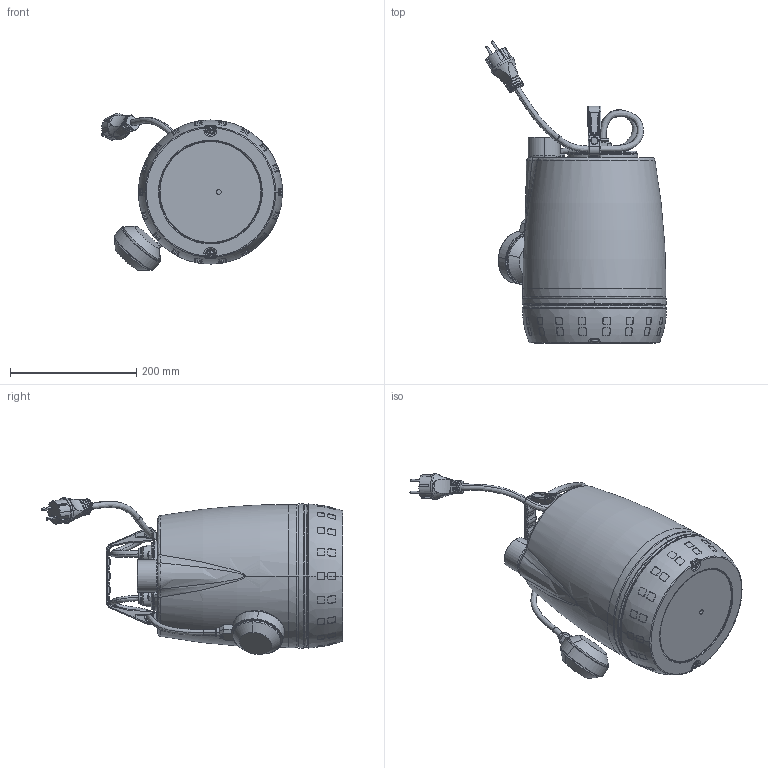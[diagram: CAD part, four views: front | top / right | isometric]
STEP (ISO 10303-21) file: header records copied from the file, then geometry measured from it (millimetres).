
FILE_DESCRIPTION (( 'STEP AP214' ), '1' );
FILE_NAME ('4_93_601_04_REV00.step', '2022-04-26T06:51:13', ( '' ), ( '' ), 'SwSTEP 2.0', 'SolidWorks 2020', '' );
FILE_SCHEMA (( 'AUTOMOTIVE_DESIGN' ));
Length unit declared in the file: millimetre
Products named in the file (3): Copia di 4_93_601_10_REV00^4_93_601_04_REV00; 4_93_601_04_REV00; 4_93_601_04_REV00^4_93_601_04_REV00
Assembly tree (2 placements, depth 2):
  4_93_601_04_REV00
    4_93_601_04_REV00^4_93_601_04_REV00
    Copia di 4_93_601_10_REV00^4_93_601_04_REV00
Bounding box: 286.33 x 477.85 x 248.52 mm (x, y, z)
Volume: 11838912.1 mm3; surface area: 507934.3 mm2
Topology: 24 solids, 24 shells, 1902 faces, 4863 edges, 3012 vertices
Faces by surface type: cylinder 648, plane 639, bspline 449, cone 76, torus 62, sphere 28
Entity records: 125807 total; most frequent: CARTESIAN_POINT 80280, ORIENTED_EDGE 9614, DIRECTION 6385, EDGE_CURVE 4807, VERTEX_POINT 3012, AXIS2_PLACEMENT_3D 2263, B_SPLINE_CURVE_WITH_KNOTS 2077, EDGE_LOOP 1997
